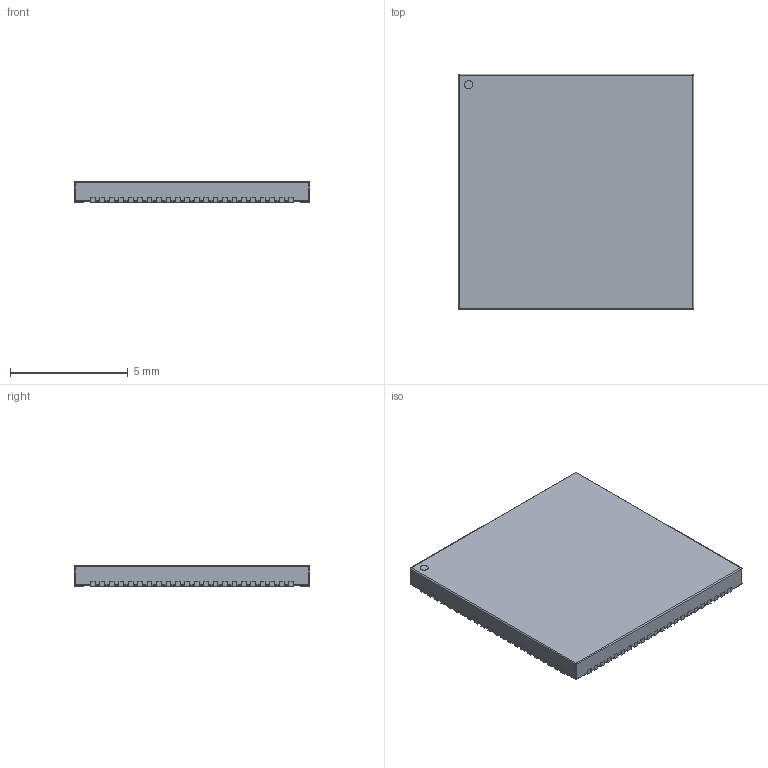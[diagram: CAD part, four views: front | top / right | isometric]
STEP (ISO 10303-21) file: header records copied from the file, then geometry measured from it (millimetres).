
FILE_DESCRIPTION(('FreeCAD Model'),'2;1');
FILE_NAME('QFN88_100x100_22x22_epad_81x81_p04mm.step','2016-06-07T12:23:55',('Author'),(''), 'Open CASCADE STEP processor 6.8','FreeCAD','Unknown');
FILE_SCHEMA(('AUTOMOTIVE_DESIGN_CC2 { 1 2 10303 214 -1 1 5 4 }'));
Length unit declared in the file: millimetre
Products named in the file (2): ASSEMBLY; QFN88_100x100_22x22_epad_81x81_p04mm
Assembly tree (1 placements, depth 2):
  ASSEMBLY
    QFN88_100x100_22x22_epad_81x81_p04mm
Bounding box: 10 x 10 x 0.88 mm (x, y, z)
Volume: 86.2 mm3; surface area: 236.1 mm2
Topology: 1 solids, 1 shells, 650 faces, 1922 edges, 1268 vertices
Faces by surface type: plane 453, cylinder 189, sphere 8
Full cylindrical faces by diameter (mm): 0.35 x1
Entity records: 51303 total; most frequent: CARTESIAN_POINT 9723, DIRECTION 6683, LINE 4533, VECTOR 4533, ORIENTED_EDGE 3828, PCURVE 3828, DEFINITIONAL_REPRESENTATION 3828, EDGE_CURVE 1914
